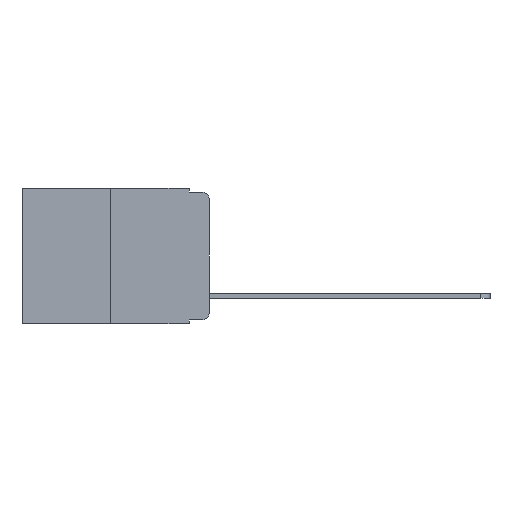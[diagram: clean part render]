
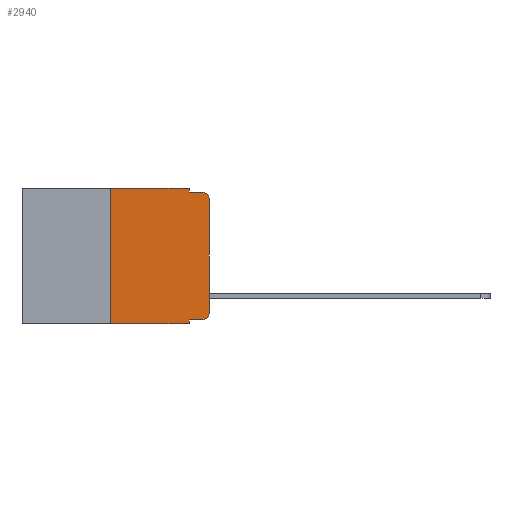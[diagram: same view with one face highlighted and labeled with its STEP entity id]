
A CAD part, left-side view. The second image highlights one B-rep face of the part: STEP entity #2940.
In plain terms, the highlighted planar face has unit normal (-1, 0, 0).
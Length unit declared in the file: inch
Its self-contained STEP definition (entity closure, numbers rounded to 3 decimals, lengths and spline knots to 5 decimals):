
#124 = VERTEX_POINT ( 'NONE', #2488 ) ;
#158 = EDGE_LOOP ( 'NONE', ( #3041, #7253, #3288, #5427, #1404, #3554, #1658, #3810, #1908, #10079 ) ) ;
#262 = VERTEX_POINT ( 'NONE', #2313 ) ;
#283 = VECTOR ( 'NONE', #2598, 39.37008 ) ;
#563 = VERTEX_POINT ( 'NONE', #5918 ) ;
#689 = CARTESIAN_POINT ( 'NONE',  ( 0., 0.051, 0. ) ) ;
#851 = AXIS2_PLACEMENT_3D ( 'NONE', #4906, #4847, #4785 ) ;
#911 = VERTEX_POINT ( 'NONE', #6888 ) ;
#1106 = VERTEX_POINT ( 'NONE', #10007 ) ;
#1123 = EDGE_CURVE ( 'NONE', #911, #1106, #4710, .T. ) ;
#1404 = ORIENTED_EDGE ( 'NONE', *, *, #1596, .F. ) ;
#1496 = VERTEX_POINT ( 'NONE', #3819 ) ;
#1497 = LINE ( 'NONE', #2061, #5769 ) ;
#1596 = EDGE_CURVE ( 'NONE', #6795, #911, #2036, .T. ) ;
#1658 = ORIENTED_EDGE ( 'NONE', *, *, #10084, .T. ) ;
#1875 = EDGE_CURVE ( 'NONE', #4925, #563, #7239, .T. ) ;
#1908 = ORIENTED_EDGE ( 'NONE', *, *, #1875, .T. ) ;
#2036 = LINE ( 'NONE', #4831, #3923 ) ;
#2052 = DIRECTION ( 'NONE',  ( 0., -1., 0. ) ) ;
#2061 = CARTESIAN_POINT ( 'NONE',  ( 0., 0.051, -0.01 ) ) ;
#2065 = CARTESIAN_POINT ( 'NONE',  ( 0., 0., 0. ) ) ;
#2082 = EDGE_CURVE ( 'NONE', #262, #6795, #3402, .T. ) ;
#2232 = EDGE_CURVE ( 'NONE', #4925, #3408, #2268, .T. ) ;
#2268 = LINE ( 'NONE', #5509, #283 ) ;
#2313 = CARTESIAN_POINT ( 'NONE',  ( 0., 0.25, -0.343 ) ) ;
#2475 = CARTESIAN_POINT ( 'NONE',  ( 0., 0.25, 0. ) ) ;
#2488 = CARTESIAN_POINT ( 'NONE',  ( 0., 0., -0.313 ) ) ;
#2558 = CIRCLE ( 'NONE', #851, 0.02 ) ;
#2588 = DIRECTION ( 'NONE',  ( 0., 0., 1. ) ) ;
#2598 = DIRECTION ( 'NONE',  ( 0., 0., -1. ) ) ;
#2878 = DIRECTION ( 'NONE',  ( 1., 0., 0. ) ) ;
#2940 = ADVANCED_FACE ( 'NONE', ( #9399 ), #9406, .F. ) ;
#3041 = ORIENTED_EDGE ( 'NONE', *, *, #7907, .T. ) ;
#3197 = AXIS2_PLACEMENT_3D ( 'NONE', #4616, #5459, #5489 ) ;
#3213 = CARTESIAN_POINT ( 'NONE',  ( 0., 0.473, -0.343 ) ) ;
#3288 = ORIENTED_EDGE ( 'NONE', *, *, #6814, .F. ) ;
#3402 = LINE ( 'NONE', #2475, #5036 ) ;
#3408 = VERTEX_POINT ( 'NONE', #8239 ) ;
#3490 = VECTOR ( 'NONE', #4494, 39.37008 ) ;
#3554 = ORIENTED_EDGE ( 'NONE', *, *, #2082, .F. ) ;
#3752 = LINE ( 'NONE', #2065, #3490 ) ;
#3763 = DIRECTION ( 'NONE',  ( 0., -1., 0. ) ) ;
#3810 = ORIENTED_EDGE ( 'NONE', *, *, #2232, .F. ) ;
#3819 = CARTESIAN_POINT ( 'NONE',  ( 0., 0.02, -0.01 ) ) ;
#3923 = VECTOR ( 'NONE', #3763, 39.37008 ) ;
#4401 = DIRECTION ( 'NONE',  ( 0., 0., -1. ) ) ;
#4442 = VERTEX_POINT ( 'NONE', #4621 ) ;
#4494 = DIRECTION ( 'NONE',  ( 0., 0., 1. ) ) ;
#4616 = CARTESIAN_POINT ( 'NONE',  ( 0., 0.02, -0.03 ) ) ;
#4621 = CARTESIAN_POINT ( 'NONE',  ( 0., 0., -0.03 ) ) ;
#4710 = LINE ( 'NONE', #689, #6763 ) ;
#4785 = DIRECTION ( 'NONE',  ( 0., 0., -1. ) ) ;
#4831 = CARTESIAN_POINT ( 'NONE',  ( 0., 0.473, 0. ) ) ;
#4847 = DIRECTION ( 'NONE',  ( -1., 0., 0. ) ) ;
#4906 = CARTESIAN_POINT ( 'NONE',  ( 0., 0.02, -0.313 ) ) ;
#4925 = VERTEX_POINT ( 'NONE', #8725 ) ;
#5036 = VECTOR ( 'NONE', #2588, 39.37008 ) ;
#5356 = CARTESIAN_POINT ( 'NONE',  ( 0., 0.25, 0. ) ) ;
#5427 = ORIENTED_EDGE ( 'NONE', *, *, #1123, .F. ) ;
#5459 = DIRECTION ( 'NONE',  ( -1., 0., 0. ) ) ;
#5489 = DIRECTION ( 'NONE',  ( 0., 0., -1. ) ) ;
#5509 = CARTESIAN_POINT ( 'NONE',  ( 0., 0.051, 0. ) ) ;
#5707 = LINE ( 'NONE', #3213, #7536 ) ;
#5769 = VECTOR ( 'NONE', #2052, 39.37008 ) ;
#5918 = CARTESIAN_POINT ( 'NONE',  ( 0., 0.02, -0.333 ) ) ;
#5925 = AXIS2_PLACEMENT_3D ( 'NONE', #9847, #2878, #7153 ) ;
#6161 = DIRECTION ( 'NONE',  ( 0., -1., 0. ) ) ;
#6226 = EDGE_CURVE ( 'NONE', #563, #124, #2558, .T. ) ;
#6763 = VECTOR ( 'NONE', #4401, 39.37008 ) ;
#6795 = VERTEX_POINT ( 'NONE', #5356 ) ;
#6814 = EDGE_CURVE ( 'NONE', #1106, #1496, #1497, .T. ) ;
#6888 = CARTESIAN_POINT ( 'NONE',  ( 0., 0.051, 0. ) ) ;
#7063 = EDGE_CURVE ( 'NONE', #4442, #1496, #9180, .T. ) ;
#7153 = DIRECTION ( 'NONE',  ( 0., 0., -1. ) ) ;
#7239 = LINE ( 'NONE', #7293, #9200 ) ;
#7253 = ORIENTED_EDGE ( 'NONE', *, *, #7063, .T. ) ;
#7293 = CARTESIAN_POINT ( 'NONE',  ( 0., 0.051, -0.333 ) ) ;
#7536 = VECTOR ( 'NONE', #8656, 39.37008 ) ;
#7907 = EDGE_CURVE ( 'NONE', #124, #4442, #3752, .T. ) ;
#8239 = CARTESIAN_POINT ( 'NONE',  ( 0., 0.051, -0.343 ) ) ;
#8656 = DIRECTION ( 'NONE',  ( 0., -1., 0. ) ) ;
#8725 = CARTESIAN_POINT ( 'NONE',  ( 0., 0.051, -0.333 ) ) ;
#9180 = CIRCLE ( 'NONE', #3197, 0.02 ) ;
#9200 = VECTOR ( 'NONE', #6161, 39.37008 ) ;
#9399 = FACE_OUTER_BOUND ( 'NONE', #158, .T. ) ;
#9406 = PLANE ( 'NONE',  #5925 ) ;
#9847 = CARTESIAN_POINT ( 'NONE',  ( 0., 0.473, 0. ) ) ;
#10007 = CARTESIAN_POINT ( 'NONE',  ( 0., 0.051, -0.01 ) ) ;
#10079 = ORIENTED_EDGE ( 'NONE', *, *, #6226, .T. ) ;
#10084 = EDGE_CURVE ( 'NONE', #262, #3408, #5707, .T. ) ;
